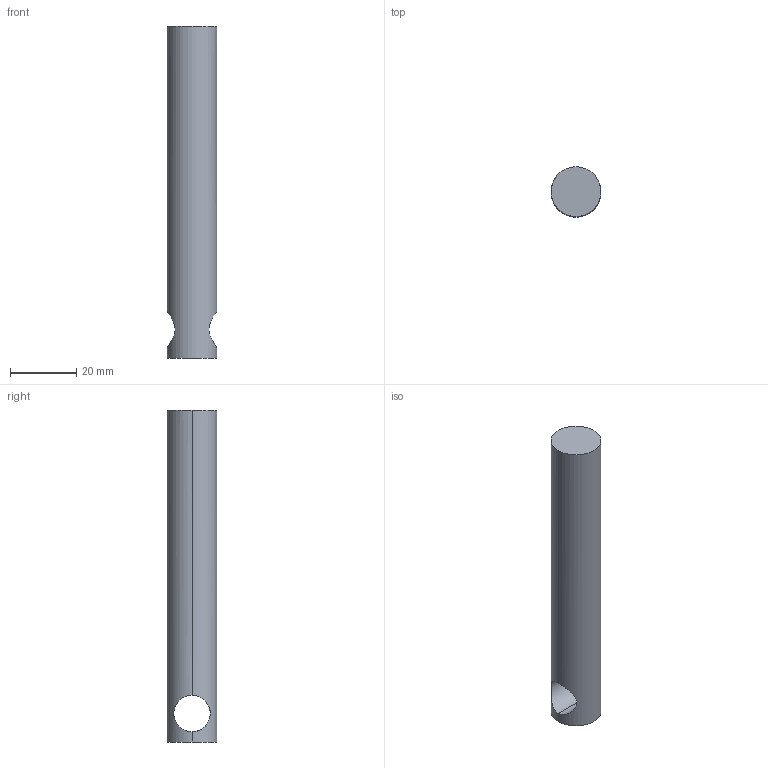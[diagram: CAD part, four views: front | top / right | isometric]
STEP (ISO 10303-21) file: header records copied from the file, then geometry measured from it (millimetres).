
FILE_DESCRIPTION (( 'STEP AP203' ), '1' );
FILE_NAME ('piston_Default_sldprt.STEP', '2016-02-10T16:26:27', ( '' ), ( '' ), 'SwSTEP 2.0', 'SolidWorks 2014', '' );
FILE_SCHEMA (( 'CONFIG_CONTROL_DESIGN' ));
Length unit declared in the file: centimetre
Products named in the file (1): piston_Default_sldprt
Bounding box: 15 x 15 x 100 mm (x, y, z)
Volume: 16349.7 mm3; surface area: 5298.6 mm2
Topology: 1 solids, 1 shells, 6 faces, 14 edges, 8 vertices
Faces by surface type: cylinder 4, plane 2
Entity records: 407 total; most frequent: CARTESIAN_POINT 193, DIRECTION 28, ORIENTED_EDGE 28, EDGE_CURVE 14, AXIS2_PLACEMENT_3D 11, PERSON_AND_ORGANIZATION 8, VERTEX_POINT 8, VECTOR 6
